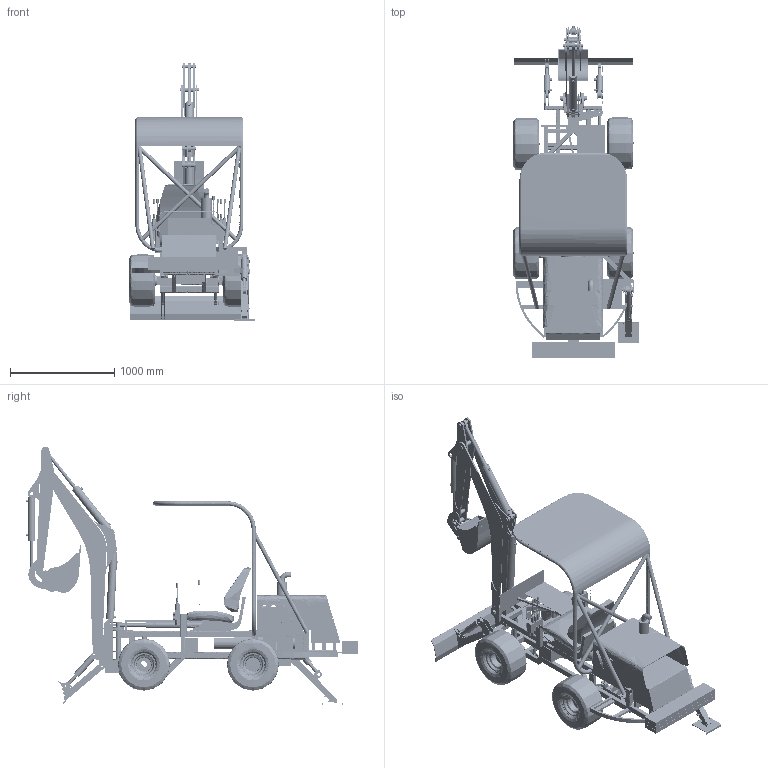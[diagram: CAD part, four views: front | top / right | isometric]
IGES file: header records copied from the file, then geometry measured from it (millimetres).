
Global section: file name: 23Halfaseven digger.igs; native system: Rhinoceros ( May 19 2006 ); preprocessor: Trout Lake IGES 012 May 19 2006; date: 221009.180959; units: millimetre
Bounding box: 1208.46 x 3181.22 x 2482.53 mm (x, y, z)
Surface area: 33535588.7 mm2 (no closed solid volume)
Topology: 0 solids, 0 shells, 2454 faces, 38026 edges, 37364 vertices
Faces by surface type: bspline 2454
